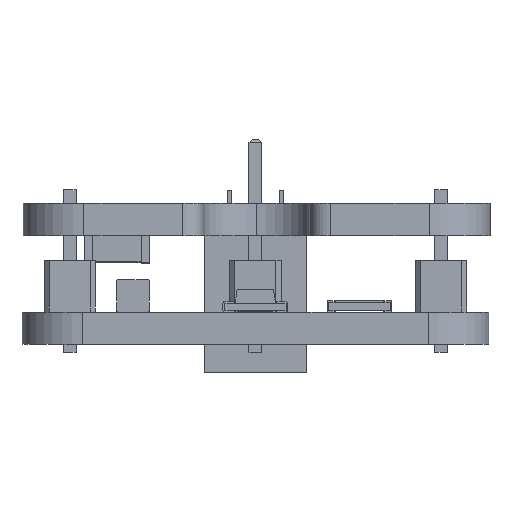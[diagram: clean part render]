
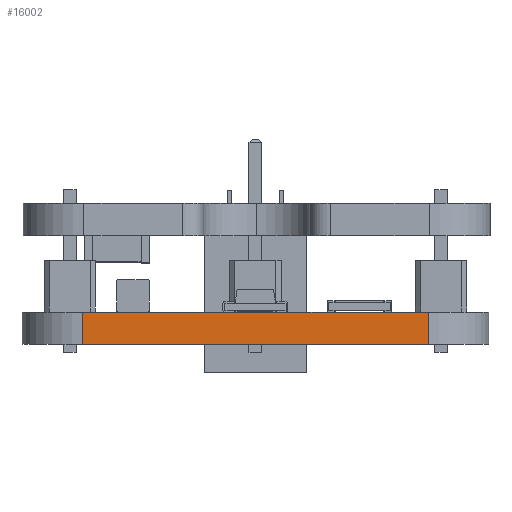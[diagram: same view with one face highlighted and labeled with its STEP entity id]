
A CAD part, front view. The second image highlights one B-rep face of the part: STEP entity #16002.
In plain terms, the highlighted planar face has unit normal (0, -1, 0).
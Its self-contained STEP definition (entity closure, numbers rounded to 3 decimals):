
#1253=PLANE('',#17073);
#2029=FACE_OUTER_BOUND('',#2932,.T.);
#2932=EDGE_LOOP('',(#12674,#12675,#12676,#12677));
#4411=LINE('',#23323,#6359);
#4415=LINE('',#23334,#6363);
#4416=LINE('',#23336,#6364);
#4417=LINE('',#23337,#6365);
#6359=VECTOR('',#19123,1.);
#6363=VECTOR('',#19135,1.);
#6364=VECTOR('',#19136,1.);
#6365=VECTOR('',#19137,1.);
#8168=VERTEX_POINT('',#23321);
#8169=VERTEX_POINT('',#23322);
#8172=VERTEX_POINT('',#23333);
#8173=VERTEX_POINT('',#23335);
#9823=EDGE_CURVE('',#8168,#8169,#4411,.T.);
#9829=EDGE_CURVE('',#8169,#8172,#4415,.T.);
#9830=EDGE_CURVE('',#8173,#8172,#4416,.T.);
#9831=EDGE_CURVE('',#8168,#8173,#4417,.T.);
#12674=ORIENTED_EDGE('',*,*,#9823,.T.);
#12675=ORIENTED_EDGE('',*,*,#9829,.T.);
#12676=ORIENTED_EDGE('',*,*,#9830,.F.);
#12677=ORIENTED_EDGE('',*,*,#9831,.F.);
#16002=ADVANCED_FACE('',(#2029),#1253,.T.);
#17073=AXIS2_PLACEMENT_3D('',#23332,#19133,#19134);
#19123=DIRECTION('',(0.,0.,-1.));
#19133=DIRECTION('center_axis',(0.,-1.,0.));
#19134=DIRECTION('ref_axis',(1.,0.,0.));
#19135=DIRECTION('',(1.,0.,0.));
#19136=DIRECTION('',(0.,0.,-1.));
#19137=DIRECTION('',(1.,0.,0.));
#23321=CARTESIAN_POINT('',(134.699,-94.342,11.86));
#23322=CARTESIAN_POINT('',(134.699,-94.342,10.26));
#23323=CARTESIAN_POINT('',(134.699,-94.342,11.86));
#23332=CARTESIAN_POINT('Origin',(134.699,-94.342,11.86));
#23333=CARTESIAN_POINT('',(151.777,-94.342,10.26));
#23334=CARTESIAN_POINT('',(134.699,-94.342,10.26));
#23335=CARTESIAN_POINT('',(151.777,-94.342,11.86));
#23336=CARTESIAN_POINT('',(151.777,-94.342,11.86));
#23337=CARTESIAN_POINT('',(134.699,-94.342,11.86));
